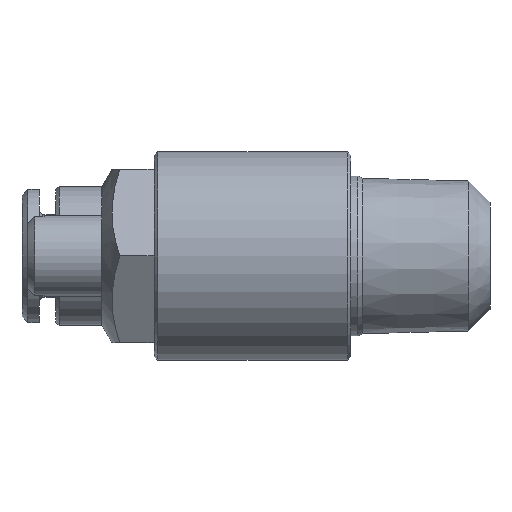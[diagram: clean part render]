
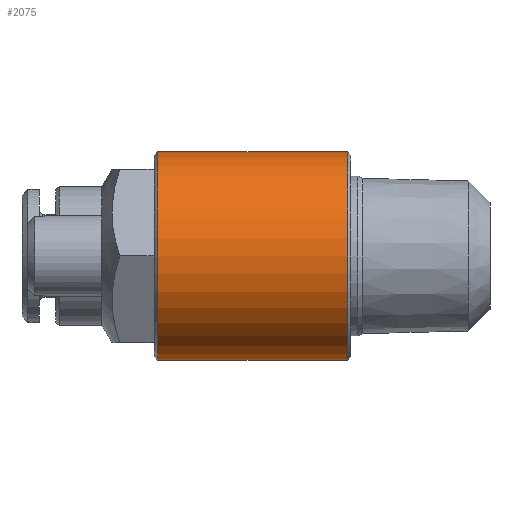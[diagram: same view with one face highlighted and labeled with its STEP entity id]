
A CAD part, left-side view. The second image highlights one B-rep face of the part: STEP entity #2075.
In plain terms, the highlighted cylindrical face has radius 9 mm (diameter 18 mm), a partial arc.
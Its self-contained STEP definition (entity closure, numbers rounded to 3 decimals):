
#811 = CARTESIAN_POINT ( 'NONE',  ( 0., 28.7, 9. ) ) ;
#844 = DIRECTION ( 'NONE',  ( 0., -1., 0. ) ) ;
#845 = VECTOR ( 'NONE', #844, 1000. ) ;
#846 = CARTESIAN_POINT ( 'NONE',  ( 0., 10.619, -9. ) ) ;
#847 = LINE ( 'NONE', #846, #845 ) ;
#876 = CARTESIAN_POINT ( 'NONE',  ( 0., 28.7, -9. ) ) ;
#879 = CARTESIAN_POINT ( 'NONE',  ( 0., 12.3, -9. ) ) ;
#1078 = DIRECTION ( 'NONE',  ( 0., -1., 0. ) ) ;
#1079 = VECTOR ( 'NONE', #1078, 1000. ) ;
#1080 = CARTESIAN_POINT ( 'NONE',  ( 0., 10.619, 9. ) ) ;
#1081 = LINE ( 'NONE', #1080, #1079 ) ;
#1082 = CARTESIAN_POINT ( 'NONE',  ( 0., 12.3, 9. ) ) ;
#1823 = VERTEX_POINT ( 'NONE', #811 ) ;
#1824 = VERTEX_POINT ( 'NONE', #876 ) ;
#1842 = VERTEX_POINT ( 'NONE', #879 ) ;
#1852 = EDGE_CURVE ( 'NONE', #1824, #1842, #847, .T. ) ;
#1923 = VERTEX_POINT ( 'NONE', #1082 ) ;
#1929 = EDGE_CURVE ( 'NONE', #1823, #1923, #1081, .T. ) ;
#2006 = EDGE_CURVE ( 'NONE', #1923, #1842, #3054, .T. ) ;
#2070 = ORIENTED_EDGE ( 'NONE', *, *, #2006, .F. ) ;
#2074 = ORIENTED_EDGE ( 'NONE', *, *, #1852, .T. ) ;
#2075 = ADVANCED_FACE ( 'NONE', ( #3114 ), #3111, .T. ) ;
#2076 = ORIENTED_EDGE ( 'NONE', *, *, #1929, .F. ) ;
#2077 = ORIENTED_EDGE ( 'NONE', *, *, #2078, .T. ) ;
#2078 = EDGE_CURVE ( 'NONE', #1823, #1824, #3175, .T. ) ;
#2080 = EDGE_LOOP ( 'NONE', ( #2076, #2077, #2074, #2070 ) ) ;
#3026 = CARTESIAN_POINT ( 'NONE',  ( 0., 12.3, 0. ) ) ;
#3053 = AXIS2_PLACEMENT_3D ( 'NONE', #3026, #3077, #3076 ) ;
#3054 = CIRCLE ( 'NONE', #3053, 9. ) ;
#3076 = DIRECTION ( 'NONE',  ( 0., 0., -1. ) ) ;
#3077 = DIRECTION ( 'NONE',  ( 0., -1., 0. ) ) ;
#3111 = CYLINDRICAL_SURFACE ( 'NONE', #3113, 9. ) ;
#3112 = CARTESIAN_POINT ( 'NONE',  ( 0., 10.619, 0. ) ) ;
#3113 = AXIS2_PLACEMENT_3D ( 'NONE', #3112, #3118, #3174 ) ;
#3114 = FACE_OUTER_BOUND ( 'NONE', #2080, .T. ) ;
#3118 = DIRECTION ( 'NONE',  ( 0., -1., 0. ) ) ;
#3170 = DIRECTION ( 'NONE',  ( 0., 0., -1. ) ) ;
#3171 = DIRECTION ( 'NONE',  ( 0., -1., 0. ) ) ;
#3172 = CARTESIAN_POINT ( 'NONE',  ( 0., 28.7, 0. ) ) ;
#3173 = AXIS2_PLACEMENT_3D ( 'NONE', #3172, #3171, #3170 ) ;
#3174 = DIRECTION ( 'NONE',  ( 0., 0., -1. ) ) ;
#3175 = CIRCLE ( 'NONE', #3173, 9. ) ;
